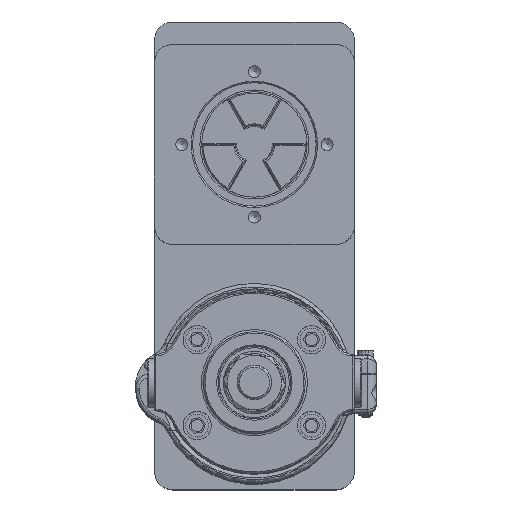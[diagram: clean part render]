
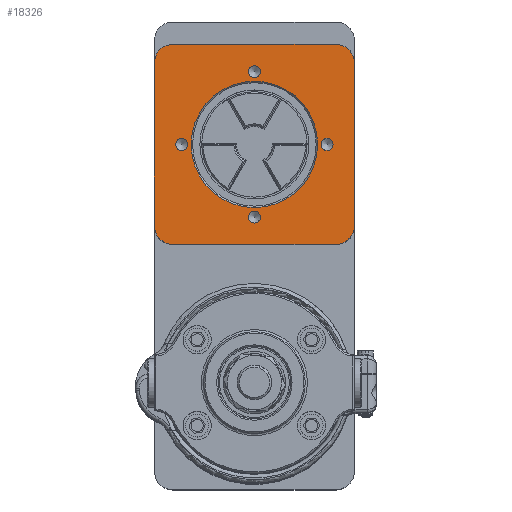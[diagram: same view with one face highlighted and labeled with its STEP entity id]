
A CAD part, top view. The second image highlights one B-rep face of the part: STEP entity #18326.
In plain terms, the highlighted planar face has unit normal (0, 0, 1).
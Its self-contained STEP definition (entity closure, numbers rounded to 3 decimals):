
#93 = CARTESIAN_POINT ( 'NONE',  ( -22.098, 0., 44.399 ) ) ;
#615 = VERTEX_POINT ( 'NONE', #23708 ) ;
#758 = CARTESIAN_POINT ( 'NONE',  ( -25.4, 0., 44.399 ) ) ;
#759 = EDGE_LOOP ( 'NONE', ( #13430 ) ) ;
#799 = VERTEX_POINT ( 'NONE', #9591 ) ;
#832 = LINE ( 'NONE', #18169, #7231 ) ;
#1136 = ORIENTED_EDGE ( 'NONE', *, *, #7196, .T. ) ;
#1892 = CARTESIAN_POINT ( 'NONE',  ( -34.925, 28.575, 44.399 ) ) ;
#2106 = VERTEX_POINT ( 'NONE', #6119 ) ;
#2475 = DIRECTION ( 'NONE',  ( -1., 0., 0. ) ) ;
#2535 = CARTESIAN_POINT ( 'NONE',  ( -34.925, -28.575, 44.399 ) ) ;
#2565 = CARTESIAN_POINT ( 'NONE',  ( 27.5, 0., 44.399 ) ) ;
#2649 = VERTEX_POINT ( 'NONE', #10459 ) ;
#2707 = EDGE_CURVE ( 'NONE', #9483, #9483, #22669, .T. ) ;
#2866 = DIRECTION ( 'NONE',  ( 0., 0., 1. ) ) ;
#2911 = DIRECTION ( 'NONE',  ( 0., 0., 1. ) ) ;
#3034 = CIRCLE ( 'NONE', #5454, 6.35 ) ;
#3125 = ORIENTED_EDGE ( 'NONE', *, *, #22280, .T. ) ;
#3210 = EDGE_CURVE ( 'NONE', #799, #21394, #21895, .T. ) ;
#3240 = CARTESIAN_POINT ( 'NONE',  ( -28.575, -28.575, 44.399 ) ) ;
#3263 = LINE ( 'NONE', #16233, #20724 ) ;
#3329 = DIRECTION ( 'NONE',  ( 1., 0., 0. ) ) ;
#3682 = VERTEX_POINT ( 'NONE', #22191 ) ;
#3685 = DIRECTION ( 'NONE',  ( 0., 0., 1. ) ) ;
#3805 = EDGE_CURVE ( 'NONE', #6919, #6919, #19531, .T. ) ;
#4393 = DIRECTION ( 'NONE',  ( -1., 0., 0. ) ) ;
#4515 = CARTESIAN_POINT ( 'NONE',  ( 34.925, -28.575, 44.399 ) ) ;
#4549 = CIRCLE ( 'NONE', #18505, 2.1 ) ;
#4731 = EDGE_CURVE ( 'NONE', #21394, #15516, #3263, .T. ) ;
#5083 = DIRECTION ( 'NONE',  ( 0., 1., 0. ) ) ;
#5331 = ORIENTED_EDGE ( 'NONE', *, *, #16389, .F. ) ;
#5454 = AXIS2_PLACEMENT_3D ( 'NONE', #3240, #14735, #5494 ) ;
#5494 = DIRECTION ( 'NONE',  ( -1., 0., 0. ) ) ;
#5809 = CARTESIAN_POINT ( 'NONE',  ( 25.4, 0., 44.399 ) ) ;
#6119 = CARTESIAN_POINT ( 'NONE',  ( 2.1, 25.4, 44.399 ) ) ;
#6538 = DIRECTION ( 'NONE',  ( 1., 0., 0. ) ) ;
#6758 = DIRECTION ( 'NONE',  ( 0., -1., 0. ) ) ;
#6919 = VERTEX_POINT ( 'NONE', #2565 ) ;
#7151 = VERTEX_POINT ( 'NONE', #4515 ) ;
#7196 = EDGE_CURVE ( 'NONE', #14156, #13424, #19617, .T. ) ;
#7231 = VECTOR ( 'NONE', #5083, 1000. ) ;
#7397 = CIRCLE ( 'NONE', #24552, 2.1 ) ;
#7563 = ORIENTED_EDGE ( 'NONE', *, *, #21114, .F. ) ;
#8093 = CARTESIAN_POINT ( 'NONE',  ( 34.925, 28.575, 44.399 ) ) ;
#8624 = AXIS2_PLACEMENT_3D ( 'NONE', #11724, #19301, #14870 ) ;
#8629 = DIRECTION ( 'NONE',  ( 0., 0., 1. ) ) ;
#9136 = PLANE ( 'NONE',  #8624 ) ;
#9443 = ORIENTED_EDGE ( 'NONE', *, *, #16974, .F. ) ;
#9483 = VERTEX_POINT ( 'NONE', #93 ) ;
#9591 = CARTESIAN_POINT ( 'NONE',  ( -28.575, 34.925, 44.399 ) ) ;
#10336 = AXIS2_PLACEMENT_3D ( 'NONE', #23726, #8629, #10397 ) ;
#10397 = DIRECTION ( 'NONE',  ( -1., 0., 0. ) ) ;
#10459 = CARTESIAN_POINT ( 'NONE',  ( -28.575, -34.925, 44.399 ) ) ;
#10610 = DIRECTION ( 'NONE',  ( 0., 0., 1. ) ) ;
#11377 = EDGE_LOOP ( 'NONE', ( #7563 ) ) ;
#11724 = CARTESIAN_POINT ( 'NONE',  ( 0., 0., 44.399 ) ) ;
#11840 = FACE_BOUND ( 'NONE', #17150, .T. ) ;
#11864 = EDGE_CURVE ( 'NONE', #3682, #7151, #18609, .T. ) ;
#11884 = VERTEX_POINT ( 'NONE', #19223 ) ;
#11992 = EDGE_CURVE ( 'NONE', #15516, #2649, #3034, .T. ) ;
#12326 = AXIS2_PLACEMENT_3D ( 'NONE', #17269, #13079, #12951 ) ;
#12446 = CARTESIAN_POINT ( 'NONE',  ( 0., -25.4, 44.399 ) ) ;
#12951 = DIRECTION ( 'NONE',  ( -1., 0., 0. ) ) ;
#13079 = DIRECTION ( 'NONE',  ( 0., 0., -1. ) ) ;
#13424 = VERTEX_POINT ( 'NONE', #23624 ) ;
#13430 = ORIENTED_EDGE ( 'NONE', *, *, #2707, .T. ) ;
#13512 = ORIENTED_EDGE ( 'NONE', *, *, #24279, .T. ) ;
#14048 = AXIS2_PLACEMENT_3D ( 'NONE', #21483, #21135, #4393 ) ;
#14106 = CARTESIAN_POINT ( 'NONE',  ( 28.575, -28.575, 44.399 ) ) ;
#14156 = VERTEX_POINT ( 'NONE', #8093 ) ;
#14356 = AXIS2_PLACEMENT_3D ( 'NONE', #5809, #3685, #15418 ) ;
#14365 = DIRECTION ( 'NONE',  ( 1., 0., 0. ) ) ;
#14735 = DIRECTION ( 'NONE',  ( 0., 0., 1. ) ) ;
#14870 = DIRECTION ( 'NONE',  ( -1., 0., 0. ) ) ;
#15416 = ORIENTED_EDGE ( 'NONE', *, *, #23282, .T. ) ;
#15418 = DIRECTION ( 'NONE',  ( 1., 0., 0. ) ) ;
#15516 = VERTEX_POINT ( 'NONE', #2535 ) ;
#15570 = ORIENTED_EDGE ( 'NONE', *, *, #11992, .T. ) ;
#15686 = FACE_BOUND ( 'NONE', #20442, .T. ) ;
#16233 = CARTESIAN_POINT ( 'NONE',  ( -34.925, -34.925, 44.399 ) ) ;
#16389 = EDGE_CURVE ( 'NONE', #2106, #2106, #4549, .T. ) ;
#16726 = FACE_BOUND ( 'NONE', #759, .T. ) ;
#16974 = EDGE_CURVE ( 'NONE', #11884, #11884, #7397, .T. ) ;
#17150 = EDGE_LOOP ( 'NONE', ( #19994 ) ) ;
#17155 = ORIENTED_EDGE ( 'NONE', *, *, #4731, .T. ) ;
#17269 = CARTESIAN_POINT ( 'NONE',  ( 0., 0., 44.399 ) ) ;
#18169 = CARTESIAN_POINT ( 'NONE',  ( 34.925, -34.925, 44.399 ) ) ;
#18326 = ADVANCED_FACE ( 'NONE', ( #21295, #11840, #15686, #23298, #16726, #18605 ), #9136, .F. ) ;
#18505 = AXIS2_PLACEMENT_3D ( 'NONE', #20540, #18781, #24415 ) ;
#18605 = FACE_OUTER_BOUND ( 'NONE', #22620, .T. ) ;
#18609 = CIRCLE ( 'NONE', #23796, 6.35 ) ;
#18781 = DIRECTION ( 'NONE',  ( 0., 0., 1. ) ) ;
#19223 = CARTESIAN_POINT ( 'NONE',  ( -23.3, 0., 44.399 ) ) ;
#19301 = DIRECTION ( 'NONE',  ( 0., 0., -1. ) ) ;
#19531 = CIRCLE ( 'NONE', #14356, 2.1 ) ;
#19617 = CIRCLE ( 'NONE', #14048, 6.35 ) ;
#19994 = ORIENTED_EDGE ( 'NONE', *, *, #3805, .F. ) ;
#20442 = EDGE_LOOP ( 'NONE', ( #5331 ) ) ;
#20447 = LINE ( 'NONE', #22539, #21623 ) ;
#20528 = DIRECTION ( 'NONE',  ( -1., 0., 0. ) ) ;
#20540 = CARTESIAN_POINT ( 'NONE',  ( 0., 25.4, 44.399 ) ) ;
#20724 = VECTOR ( 'NONE', #6758, 1000. ) ;
#20759 = VECTOR ( 'NONE', #20528, 1000. ) ;
#20763 = ORIENTED_EDGE ( 'NONE', *, *, #11864, .T. ) ;
#21114 = EDGE_CURVE ( 'NONE', #615, #615, #23030, .T. ) ;
#21135 = DIRECTION ( 'NONE',  ( 0., 0., 1. ) ) ;
#21295 = FACE_BOUND ( 'NONE', #24165, .T. ) ;
#21394 = VERTEX_POINT ( 'NONE', #1892 ) ;
#21442 = AXIS2_PLACEMENT_3D ( 'NONE', #12446, #2911, #6538 ) ;
#21483 = CARTESIAN_POINT ( 'NONE',  ( 28.575, 28.575, 44.399 ) ) ;
#21623 = VECTOR ( 'NONE', #3329, 1000. ) ;
#21671 = CARTESIAN_POINT ( 'NONE',  ( -34.925, 34.925, 44.399 ) ) ;
#21895 = CIRCLE ( 'NONE', #10336, 6.35 ) ;
#22191 = CARTESIAN_POINT ( 'NONE',  ( 28.575, -34.925, 44.399 ) ) ;
#22280 = EDGE_CURVE ( 'NONE', #2649, #3682, #20447, .T. ) ;
#22539 = CARTESIAN_POINT ( 'NONE',  ( -34.925, -34.925, 44.399 ) ) ;
#22620 = EDGE_LOOP ( 'NONE', ( #17155, #15570, #3125, #20763, #13512, #1136, #15416, #22830 ) ) ;
#22669 = CIRCLE ( 'NONE', #12326, 22.098 ) ;
#22830 = ORIENTED_EDGE ( 'NONE', *, *, #3210, .T. ) ;
#23030 = CIRCLE ( 'NONE', #21442, 2.1 ) ;
#23282 = EDGE_CURVE ( 'NONE', #13424, #799, #24146, .T. ) ;
#23298 = FACE_BOUND ( 'NONE', #11377, .T. ) ;
#23624 = CARTESIAN_POINT ( 'NONE',  ( 28.575, 34.925, 44.399 ) ) ;
#23708 = CARTESIAN_POINT ( 'NONE',  ( 2.1, -25.4, 44.399 ) ) ;
#23726 = CARTESIAN_POINT ( 'NONE',  ( -28.575, 28.575, 44.399 ) ) ;
#23796 = AXIS2_PLACEMENT_3D ( 'NONE', #14106, #10610, #2475 ) ;
#24146 = LINE ( 'NONE', #21671, #20759 ) ;
#24165 = EDGE_LOOP ( 'NONE', ( #9443 ) ) ;
#24279 = EDGE_CURVE ( 'NONE', #7151, #14156, #832, .T. ) ;
#24415 = DIRECTION ( 'NONE',  ( 1., 0., 0. ) ) ;
#24552 = AXIS2_PLACEMENT_3D ( 'NONE', #758, #2866, #14365 ) ;
